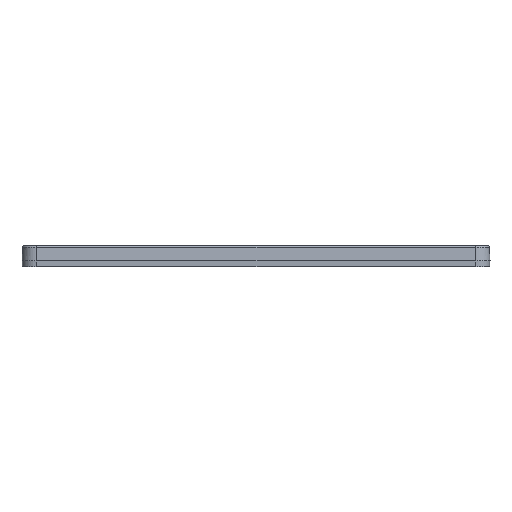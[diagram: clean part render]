
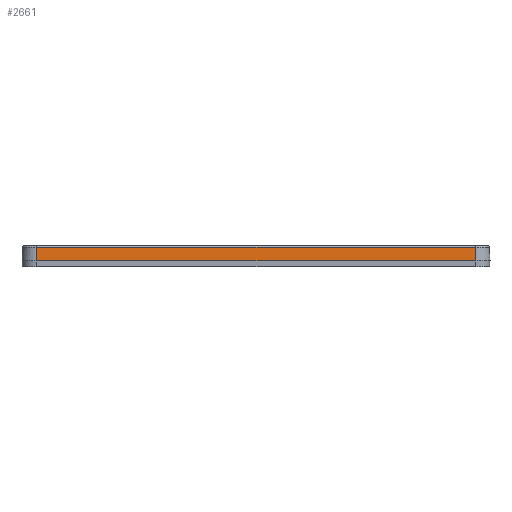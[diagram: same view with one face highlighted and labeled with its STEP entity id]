
A CAD part, left-side view. The second image highlights one B-rep face of the part: STEP entity #2661.
In plain terms, the highlighted planar face has unit normal (-0.999, 0, 0.052).
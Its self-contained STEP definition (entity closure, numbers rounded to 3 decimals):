
#2661=ADVANCED_FACE('',(#4206),#3481,.T.);
#3481=PLANE('',#23329);
#4206=FACE_OUTER_BOUND('',#5498,.T.);
#5498=EDGE_LOOP('',(#10216,#10217,#10218,#10219));
#10216=ORIENTED_EDGE('',*,*,#18334,.T.);
#10217=ORIENTED_EDGE('',*,*,#18335,.T.);
#10218=ORIENTED_EDGE('',*,*,#18331,.F.);
#10219=ORIENTED_EDGE('',*,*,#18336,.F.);
#15551=VERTEX_POINT('',#38587);
#15552=VERTEX_POINT('',#38588);
#15553=VERTEX_POINT('',#38614);
#15554=VERTEX_POINT('',#38615);
#18331=EDGE_CURVE('',#15551,#15552,#20237,.T.);
#18334=EDGE_CURVE('',#15553,#15554,#20238,.T.);
#18335=EDGE_CURVE('',#15554,#15552,#20239,.T.);
#18336=EDGE_CURVE('',#15553,#15551,#20240,.T.);
#20237=LINE('',#38586,#21683);
#20238=LINE('',#38613,#21684);
#20239=LINE('',#38616,#21685);
#20240=LINE('',#38617,#21686);
#21683=VECTOR('',#26903,1.);
#21684=VECTOR('',#26904,1.);
#21685=VECTOR('',#26905,1.);
#21686=VECTOR('',#26906,1.);
#23329=AXIS2_PLACEMENT_3D('',#38618,#26907,#26908);
#26903=DIRECTION('',(0.052,0.,0.999));
#26904=DIRECTION('',(0.052,0.,0.999));
#26905=DIRECTION('',(0.,1.,0.));
#26906=DIRECTION('',(0.,1.,0.));
#26907=DIRECTION('',(-0.999,0.,0.052));
#26908=DIRECTION('',(0.052,0.,0.999));
#38586=CARTESIAN_POINT('',(-75.,72.619,2.));
#38587=CARTESIAN_POINT('',(-75.,72.619,2.));
#38588=CARTESIAN_POINT('',(-74.768,72.619,6.426));
#38613=CARTESIAN_POINT('',(-75.,-72.619,2.));
#38614=CARTESIAN_POINT('',(-75.,-72.619,2.));
#38615=CARTESIAN_POINT('',(-74.768,-72.619,6.426));
#38616=CARTESIAN_POINT('',(-74.768,72.619,6.426));
#38617=CARTESIAN_POINT('',(-75.,-72.619,2.));
#38618=CARTESIAN_POINT('',(-75.,-72.619,2.));
